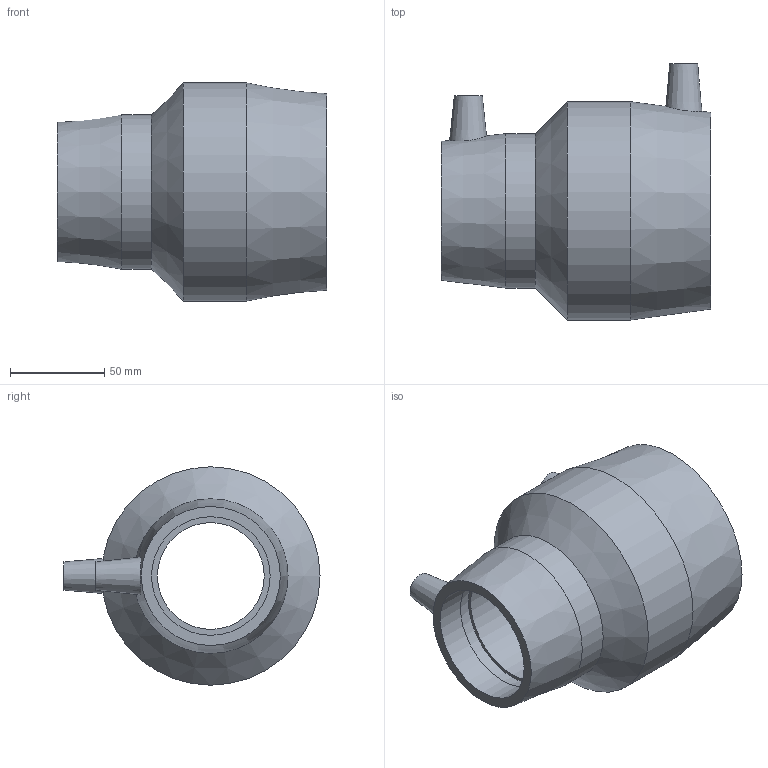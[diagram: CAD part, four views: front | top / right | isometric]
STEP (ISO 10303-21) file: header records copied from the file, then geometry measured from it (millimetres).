
FILE_DESCRIPTION(/* description */ ('PLASSON REDUCING COUPLER 90-63'),/* implementation_level */ '2;1');
FILE_NAME(/* name */ '491104090063.ipt.stp',/* time_stamp */ '2017-11-06T09:12:39+02:00',/* author */ ('KIM'),/* organization */ (''),/* preprocessor_version */ 'ST-DEVELOPER v15.6',/* originating_system */ 'Autodesk Inventor 2015',/* authorisation */ '');
FILE_SCHEMA (('AUTOMOTIVE_DESIGN { 1 0 10303 214 3 1 1 }'));
Length unit declared in the file: millimetre
Products named in the file (1): 491104090063
Bounding box: 143 x 136 x 116 mm (x, y, z)
Volume: 450922.2 mm3; surface area: 92399 mm2
Topology: 1 solids, 1 shells, 31 faces, 59 edges, 38 vertices
Faces by surface type: plane 12, cylinder 11, cone 8
Full cylindrical faces by diameter (mm): 4 x2, 10 x2, 56.7 x1, 63 x2, 82 x1, 90 x2, 116 x1
Entity records: 712 total; most frequent: CARTESIAN_POINT 160, DIRECTION 122, EDGE_LOOP 62, ORIENTED_EDGE 62, AXIS2_PLACEMENT_3D 61, FACE_BOUND 31, FACE_OUTER_BOUND 31, VERTEX_POINT 31
